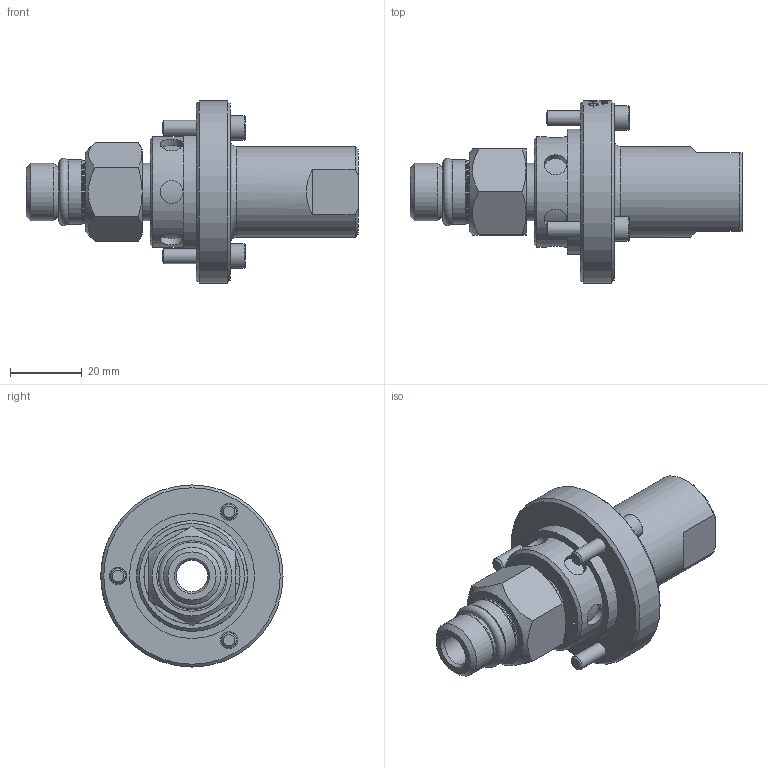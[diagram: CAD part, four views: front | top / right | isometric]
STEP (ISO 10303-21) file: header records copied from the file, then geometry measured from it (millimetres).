
FILE_DESCRIPTION(/* description */ (''),/* implementation_level */ '2;1');
FILE_NAME(/* name */ '1117-002-116-IC.stp',/* time_stamp */ '2020-05-14T13:55:28-05:00',/* author */ ('moorera'),/* organization */ (''),/* preprocessor_version */ 'ST-DEVELOPER v18.1',/* originating_system */ 'Autodesk Inventor 2020',/* authorisation */ '');
FILE_SCHEMA (('AUTOMOTIVE_DESIGN { 1 0 10303 214 3 1 1 }'));
Products named in the file (1): 1117-002-116-IC
Bounding box: 92.6 x 50.8 x 50.8 mm (x, y, z)
Volume: 51603.2 mm3; surface area: 17527.1 mm2
Topology: 2 solids, 2 shells, 399 faces, 1069 edges, 723 vertices
Faces by surface type: bspline 151, plane 145, cylinder 69, cone 19, torus 15
Full cylindrical faces by diameter (mm): 4.166 x3, 4.8 x3, 6.4 x6, 6.858 x3, 8.7 x1, 13.55 x1, 13.889 x1, 15.968 x1, 16 x1, 17.793 x1, 17.993 x1, 25.4 x1, 26.8 x2, 28.1 x1, 30.9 x1, 34.9 x1, 50.8 x1
Entity records: 46096 total; most frequent: CARTESIAN_POINT 36533, ORIENTED_EDGE 2132, DIRECTION 1634, EDGE_CURVE 1066, VERTEX_POINT 723, AXIS2_PLACEMENT_3D 617, EDGE_LOOP 457, LINE 400
